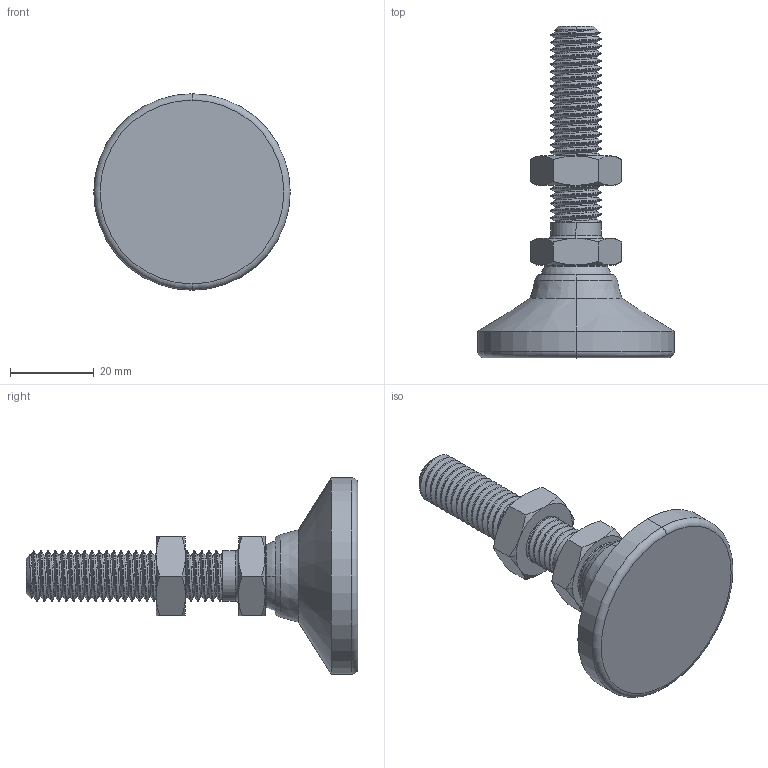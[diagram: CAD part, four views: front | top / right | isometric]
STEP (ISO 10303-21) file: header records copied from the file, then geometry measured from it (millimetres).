
FILE_DESCRIPTION (( 'STEP AP214' ), '1' );
FILE_NAME ('LC-LF-4PK_3D.step', '2024-02-27T19:44:10', ( '' ), ( '' ), 'SwSTEP 2.0', 'SolidWorks 2022', '' );
FILE_SCHEMA (( 'AUTOMOTIVE_DESIGN' ));
Length unit declared in the file: inch
Products named in the file (4): m12jns_CLM-12-JN-S^LC-LF-4PK; LC-LF-4PK_3D; 8LFPADS_8LFSPADRolled^LC-LF-4PK; M12-SLF-S-BODY_M12-SLF-S-BODY^LC-LF-4PK
Assembly tree (3 placements, depth 2):
  LC-LF-4PK_3D
    M12-SLF-S-BODY_M12-SLF-S-BODY^LC-LF-4PK
    8LFPADS_8LFSPADRolled^LC-LF-4PK
    m12jns_CLM-12-JN-S^LC-LF-4PK
Bounding box: 46.99 x 79.36 x 46.99 mm (x, y, z)
Volume: 28964.3 mm3; surface area: 10823.9 mm2
Topology: 3 solids, 3 shells, 158 faces, 396 edges, 247 vertices
Faces by surface type: cylinder 71, cone 47, plane 22, torus 8, bspline 6, sphere 4
Entity records: 11301 total; most frequent: CARTESIAN_POINT 7808, ORIENTED_EDGE 788, DIRECTION 624, EDGE_CURVE 394, AXIS2_PLACEMENT_3D 260, VERTEX_POINT 247, EDGE_LOOP 165, FACE_OUTER_BOUND 158
